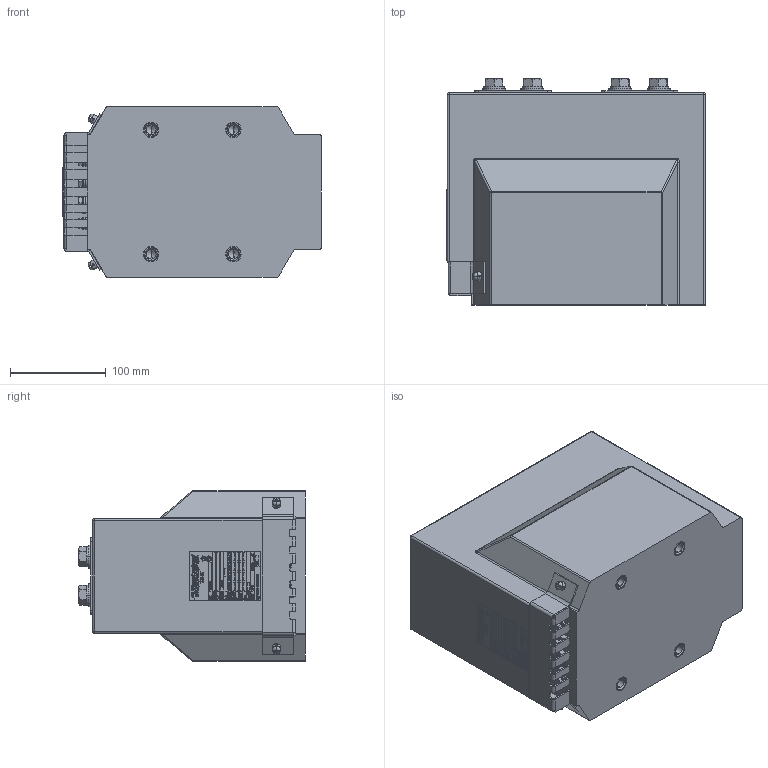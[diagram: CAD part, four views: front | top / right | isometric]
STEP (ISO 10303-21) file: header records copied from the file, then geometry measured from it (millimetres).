
FILE_DESCRIPTION (( 'STEP AP214' ), '1' );
FILE_NAME ('ﾒﾋﾊ-ﾑﾒ-10-7.4 (2500ﾀ).STEP', '2023-06-23T03:45:12', ( '' ), ( '' ), 'SwSTEP 2.0', 'SolidWorks 2014', '' );
FILE_SCHEMA (( 'AUTOMOTIVE_DESIGN' ));
Length unit declared in the file: millimetre
Products named in the file (65): 屡扔.758181.002 妈眚 镫铎徼痤忸黜; Áîëò Ì12õ30.58.019 ÃÎÑÒ7805-70 (DIN933); ﾒﾋﾊ-ﾑﾒ-10-7.4 (2500ﾀ); hex screw gradec_din; ÂÅÈÓ.754312.182À Òàáëè÷êà òåõíè÷åñêèõ äàííûõ ÒËÊ-ÑÒ__-00; ﾘ琺矜 12.65ﾃ.019 ﾃﾎﾑﾒ6402-70 (DIN127B); ﾘ琺矜 12.01.016 ﾃﾎﾑﾒ11371-70 (DIN125A); curved spring lock washer_din; .024 侲膰翴籦鴀_; .006 Ãàéêà ñïåöèàëüíàÿ__00; plain washer hardened grade a_din; plain washer hardened grade a_din_Washer DIN 125 - A 6.4 - 300HV; hex screw gradec_din_ISO 4018 - M6 x 12-NN; curved spring lock washer_din_Spring washer DIN 128 - A6; .008 Êðûøêà çàùèòíàÿ (ÒËÊ-ÑÒ-10-7)_-01; .007 蹴濋趌_-01; .008 Êðûøêà çàùèòíàÿ (ÒËÊ-ÑÒ-10-7); Êîìïàóíä ÒËÊ-ÑÒ-10-7.4_2500€; .007 蹴濋趌; .006 Ãàéêà ñïåöèàëüíàÿ_; ÂÅÈÓ.754312.182À Òàáëè÷êà òåõíè÷åñêèõ äàííûõ ÒËÊ-ÑÒ_; Êîìïàóíä ÒËÊ-ÑÒ-10-7.4
Assembly tree (51 placements, depth 2):
  屡扔.758181.002 妈眚 镫铎徼痤忸黜
  Áîëò Ì12õ30.58.019 ÃÎÑÒ7805-70 (DIN933)
  ﾒﾋﾊ-ﾑﾒ-10-7.4 (2500ﾀ)
    Êîìïàóíä ÒËÊ-ÑÒ-10-7.4_2500€
    .007 蹴濋趌_-01  x4
    .008 Êðûøêà çàùèòíàÿ (ÒËÊ-ÑÒ-10-7)_-01
    curved spring lock washer_din_Spring washer DIN 128 - A6  x4
    hex screw gradec_din_ISO 4018 - M6 x 12-NN  x4
    plain washer hardened grade a_din_Washer DIN 125 - A 6.4 - 300HV  x4
    屡扔.758181.002 妈眚 镫铎徼痤忸黜  x2
    .006 Ãàéêà ñïåöèàëüíàÿ__00  x4
    .024 侲膰翴籦鴀_  x2
    Áîëò Ì12õ30.58.019 ÃÎÑÒ7805-70 (DIN933)  x8
    ﾘ琺矜 12.01.016 ﾃﾎﾑﾒ11371-70 (DIN125A)  x8
    ﾘ琺矜 12.65ﾃ.019 ﾃﾎﾑﾒ6402-70 (DIN127B)  x8
    ÂÅÈÓ.754312.182À Òàáëè÷êà òåõíè÷åñêèõ äàííûõ ÒËÊ-ÑÒ__-00
  hex screw gradec_din
  Áîëò Ì12õ30.58.019 ÃÎÑÒ7805-70 (DIN933)
Bounding box: 270.6 x 236.55 x 178 mm (x, y, z)
Volume: 9244752.3 mm3; surface area: 425418 mm2
Topology: 51 solids, 51 shells, 4012 faces, 10327 edges, 6708 vertices
Faces by surface type: plane 2262, bspline 1048, cylinder 416, cone 242, torus 28, sphere 16
Entity records: 182740 total; most frequent: CARTESIAN_POINT 74762, ORIENTED_EDGE 17968, DIRECTION 12165, EDGE_CURVE 8984, VECTOR 6349, LINE 6349, VERTEX_POINT 5921, EDGE_LOOP 3753
